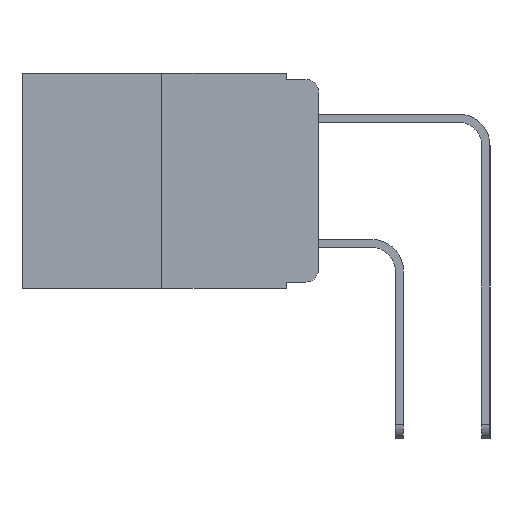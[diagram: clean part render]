
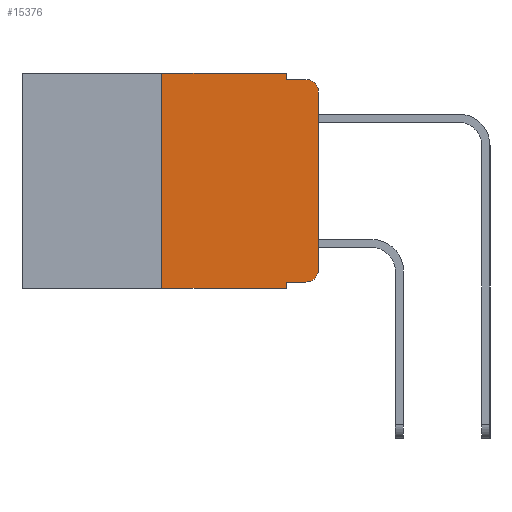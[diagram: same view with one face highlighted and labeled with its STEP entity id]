
A CAD part, left-side view. The second image highlights one B-rep face of the part: STEP entity #15376.
In plain terms, the highlighted planar face has unit normal (-1, 0, 0).
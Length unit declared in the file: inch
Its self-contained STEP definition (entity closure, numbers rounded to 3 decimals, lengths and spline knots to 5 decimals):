
#9 = CARTESIAN_POINT ( 'NONE',  ( 0., 0.25, -0.343 ) ) ;
#508 = CARTESIAN_POINT ( 'NONE',  ( 0., 0., -0.313 ) ) ;
#830 = DIRECTION ( 'NONE',  ( 0., -1., 0. ) ) ;
#1004 = VERTEX_POINT ( 'NONE', #20091 ) ;
#1251 = EDGE_LOOP ( 'NONE', ( #11959, #19491, #5836, #2224, #8557, #20032, #12125, #13196, #6807, #12439 ) ) ;
#1727 = CIRCLE ( 'NONE', #5513, 0.02 ) ;
#1771 = LINE ( 'NONE', #10899, #18557 ) ;
#2209 = CIRCLE ( 'NONE', #5781, 0.02 ) ;
#2224 = ORIENTED_EDGE ( 'NONE', *, *, #16169, .F. ) ;
#2378 = DIRECTION ( 'NONE',  ( 0., 0., 1. ) ) ;
#2599 = DIRECTION ( 'NONE',  ( 0., 0., -1. ) ) ;
#2834 = LINE ( 'NONE', #5619, #15739 ) ;
#4101 = CARTESIAN_POINT ( 'NONE',  ( 0., 0.25, 0. ) ) ;
#4317 = VERTEX_POINT ( 'NONE', #16710 ) ;
#4643 = LINE ( 'NONE', #17980, #8621 ) ;
#5348 = VECTOR ( 'NONE', #19203, 39.37008 ) ;
#5513 = AXIS2_PLACEMENT_3D ( 'NONE', #6629, #18392, #8360 ) ;
#5528 = CARTESIAN_POINT ( 'NONE',  ( 0., 0.473, 0. ) ) ;
#5619 = CARTESIAN_POINT ( 'NONE',  ( 0., 0.473, 0. ) ) ;
#5781 = AXIS2_PLACEMENT_3D ( 'NONE', #9432, #21073, #11139 ) ;
#5836 = ORIENTED_EDGE ( 'NONE', *, *, #17285, .F. ) ;
#5878 = LINE ( 'NONE', #4101, #5348 ) ;
#6268 = EDGE_CURVE ( 'NONE', #10789, #19101, #18757, .T. ) ;
#6629 = CARTESIAN_POINT ( 'NONE',  ( 0., 0.02, -0.313 ) ) ;
#6807 = ORIENTED_EDGE ( 'NONE', *, *, #12822, .T. ) ;
#6888 = CARTESIAN_POINT ( 'NONE',  ( 0., 0.051, 0. ) ) ;
#6905 = DIRECTION ( 'NONE',  ( 0., -1., 0. ) ) ;
#7232 = DIRECTION ( 'NONE',  ( 0., 0., -1. ) ) ;
#7331 = DIRECTION ( 'NONE',  ( 0., -1., 0. ) ) ;
#7424 = VERTEX_POINT ( 'NONE', #508 ) ;
#7717 = CARTESIAN_POINT ( 'NONE',  ( 0., 0.051, -0.333 ) ) ;
#8360 = DIRECTION ( 'NONE',  ( 0., 0., -1. ) ) ;
#8557 = ORIENTED_EDGE ( 'NONE', *, *, #16758, .F. ) ;
#8621 = VECTOR ( 'NONE', #9698, 39.37008 ) ;
#8725 = VERTEX_POINT ( 'NONE', #21087 ) ;
#8922 = VECTOR ( 'NONE', #2599, 39.37008 ) ;
#9267 = VECTOR ( 'NONE', #2378, 39.37008 ) ;
#9432 = CARTESIAN_POINT ( 'NONE',  ( 0., 0.02, -0.03 ) ) ;
#9625 = VERTEX_POINT ( 'NONE', #10220 ) ;
#9698 = DIRECTION ( 'NONE',  ( 0., 0., -1. ) ) ;
#10220 = CARTESIAN_POINT ( 'NONE',  ( 0., 0., -0.03 ) ) ;
#10331 = LINE ( 'NONE', #19085, #9267 ) ;
#10425 = VERTEX_POINT ( 'NONE', #12570 ) ;
#10789 = VERTEX_POINT ( 'NONE', #9 ) ;
#10899 = CARTESIAN_POINT ( 'NONE',  ( 0., 0.051, -0.01 ) ) ;
#10926 = VERTEX_POINT ( 'NONE', #6888 ) ;
#11139 = DIRECTION ( 'NONE',  ( 0., 0., -1. ) ) ;
#11708 = EDGE_CURVE ( 'NONE', #10425, #7424, #1727, .T. ) ;
#11959 = ORIENTED_EDGE ( 'NONE', *, *, #20551, .T. ) ;
#11977 = CARTESIAN_POINT ( 'NONE',  ( 0., 0.051, -0.333 ) ) ;
#12125 = ORIENTED_EDGE ( 'NONE', *, *, #6268, .T. ) ;
#12439 = ORIENTED_EDGE ( 'NONE', *, *, #11708, .T. ) ;
#12570 = CARTESIAN_POINT ( 'NONE',  ( 0., 0.02, -0.333 ) ) ;
#12766 = CARTESIAN_POINT ( 'NONE',  ( 0., 0.473, -0.343 ) ) ;
#12822 = EDGE_CURVE ( 'NONE', #19509, #10425, #17335, .T. ) ;
#13196 = ORIENTED_EDGE ( 'NONE', *, *, #13916, .F. ) ;
#13433 = LINE ( 'NONE', #15993, #8922 ) ;
#13916 = EDGE_CURVE ( 'NONE', #19509, #19101, #4643, .T. ) ;
#15061 = EDGE_CURVE ( 'NONE', #10789, #4317, #5878, .T. ) ;
#15118 = CARTESIAN_POINT ( 'NONE',  ( 0., 0.051, -0.343 ) ) ;
#15376 = ADVANCED_FACE ( 'NONE', ( #20176 ), #15656, .F. ) ;
#15656 = PLANE ( 'NONE',  #17326 ) ;
#15739 = VECTOR ( 'NONE', #7331, 39.37008 ) ;
#15993 = CARTESIAN_POINT ( 'NONE',  ( 0., 0.051, 0. ) ) ;
#16114 = DIRECTION ( 'NONE',  ( 0., -1., 0. ) ) ;
#16169 = EDGE_CURVE ( 'NONE', #10926, #8725, #13433, .T. ) ;
#16710 = CARTESIAN_POINT ( 'NONE',  ( 0., 0.25, 0. ) ) ;
#16758 = EDGE_CURVE ( 'NONE', #4317, #10926, #2834, .T. ) ;
#17285 = EDGE_CURVE ( 'NONE', #8725, #1004, #1771, .T. ) ;
#17326 = AXIS2_PLACEMENT_3D ( 'NONE', #5528, #17339, #7232 ) ;
#17335 = LINE ( 'NONE', #11977, #20645 ) ;
#17339 = DIRECTION ( 'NONE',  ( 1., 0., 0. ) ) ;
#17980 = CARTESIAN_POINT ( 'NONE',  ( 0., 0.051, 0. ) ) ;
#18258 = VECTOR ( 'NONE', #16114, 39.37008 ) ;
#18392 = DIRECTION ( 'NONE',  ( -1., 0., 0. ) ) ;
#18557 = VECTOR ( 'NONE', #830, 39.37008 ) ;
#18757 = LINE ( 'NONE', #12766, #18258 ) ;
#19085 = CARTESIAN_POINT ( 'NONE',  ( 0., 0., 0. ) ) ;
#19101 = VERTEX_POINT ( 'NONE', #15118 ) ;
#19203 = DIRECTION ( 'NONE',  ( 0., 0., 1. ) ) ;
#19477 = EDGE_CURVE ( 'NONE', #9625, #1004, #2209, .T. ) ;
#19491 = ORIENTED_EDGE ( 'NONE', *, *, #19477, .T. ) ;
#19509 = VERTEX_POINT ( 'NONE', #7717 ) ;
#20032 = ORIENTED_EDGE ( 'NONE', *, *, #15061, .F. ) ;
#20091 = CARTESIAN_POINT ( 'NONE',  ( 0., 0.02, -0.01 ) ) ;
#20176 = FACE_OUTER_BOUND ( 'NONE', #1251, .T. ) ;
#20551 = EDGE_CURVE ( 'NONE', #7424, #9625, #10331, .T. ) ;
#20645 = VECTOR ( 'NONE', #6905, 39.37008 ) ;
#21073 = DIRECTION ( 'NONE',  ( -1., 0., 0. ) ) ;
#21087 = CARTESIAN_POINT ( 'NONE',  ( 0., 0.051, -0.01 ) ) ;
